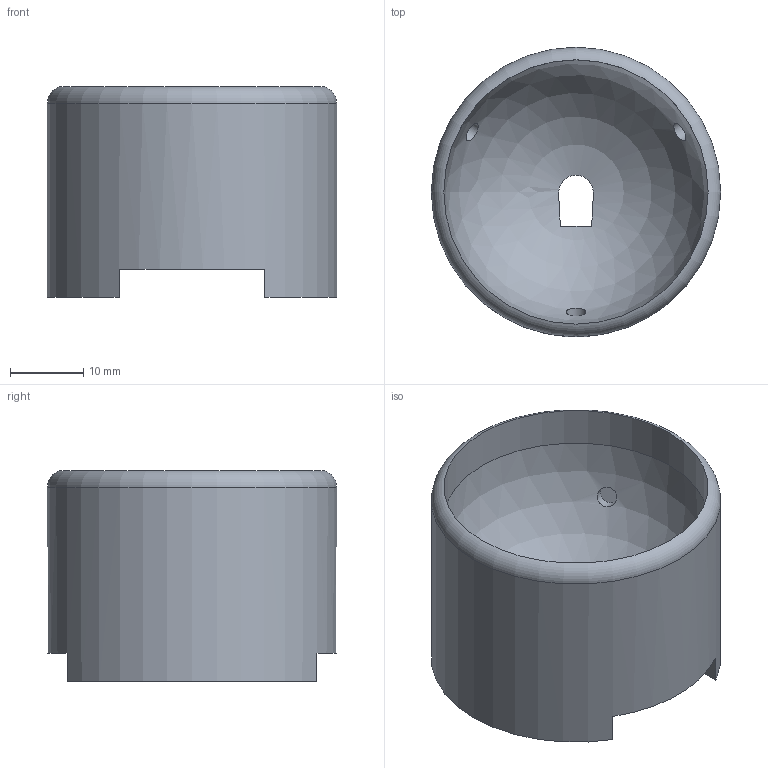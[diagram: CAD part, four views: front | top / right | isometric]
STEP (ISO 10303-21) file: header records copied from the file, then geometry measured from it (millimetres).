
FILE_DESCRIPTION(/* description */ (''),/* implementation_level */ '2;1');
FILE_NAME(/* name */ 'final holder (1) v1.step',/* time_stamp */ '2023-02-18T17:43:39+08:00',/* author */ (''),/* organization */ (''),/* preprocessor_version */ 'ST-DEVELOPER v19.2',/* originating_system */ 'Autodesk Translation Framework v11.17.0.187',/* authorisation */ '');
FILE_SCHEMA (('AUTOMOTIVE_DESIGN { 1 0 10303 214 3 1 1 }'));
Length unit declared in the file: millimetre
Products named in the file (1): final holder (1)
Bounding box: 39.4 x 39.4 x 28.67 mm (x, y, z)
Volume: 14074.1 mm3; surface area: 7705.3 mm2
Topology: 1 solids, 1 shells, 27 faces, 66 edges, 45 vertices
Faces by surface type: plane 14, cylinder 9, sphere 2, torus 1, cone 1
Full cylindrical faces by diameter (mm): 2.689 x3, 3 x2, 36 x1, 39.4 x1
Entity records: 943 total; most frequent: CARTESIAN_POINT 241, DIRECTION 148, ORIENTED_EDGE 132, EDGE_CURVE 66, AXIS2_PLACEMENT_3D 60, VERTEX_POINT 45, EDGE_LOOP 33, CIRCLE 32
